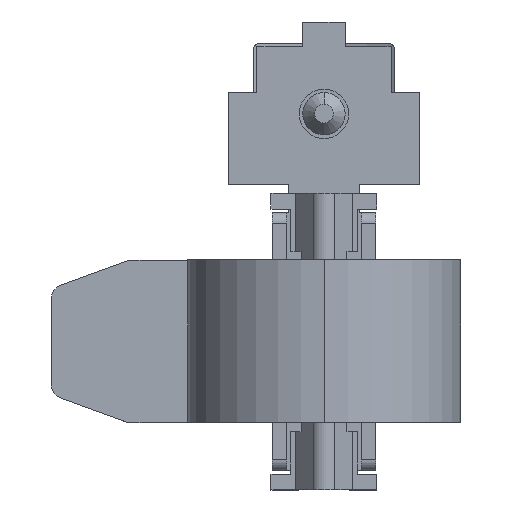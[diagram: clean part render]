
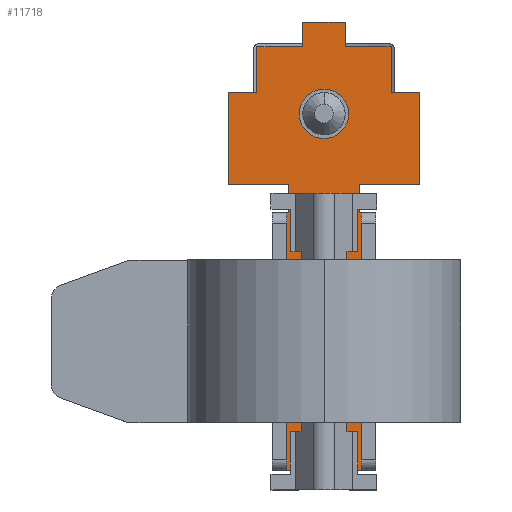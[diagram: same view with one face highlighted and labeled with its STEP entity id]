
A CAD part, top view. The second image highlights one B-rep face of the part: STEP entity #11718.
In plain terms, the highlighted planar face has unit normal (0, 0, 1).
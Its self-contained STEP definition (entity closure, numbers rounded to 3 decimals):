
#3816=DIRECTION('',(-1.,0.,0.));
#3817=VECTOR('',#3816,4.);
#3818=CARTESIAN_POINT('',(21.,53.5,2.));
#3819=LINE('',#3818,#3817);
#3862=DIRECTION('',(0.,1.,0.));
#3863=VECTOR('',#3862,13.);
#3864=CARTESIAN_POINT('',(-6.,40.5,2.));
#3865=LINE('',#3864,#3863);
#3866=DIRECTION('',(0.,-1.,0.));
#3867=VECTOR('',#3866,6.5);
#3868=CARTESIAN_POINT('',(-2.,60.,2.));
#3869=LINE('',#3868,#3867);
#3870=DIRECTION('',(1.,0.,0.));
#3871=VECTOR('',#3870,6.);
#3872=CARTESIAN_POINT('',(4.5,63.5,2.));
#3873=LINE('',#3872,#3871);
#3874=DIRECTION('',(0.,-1.,0.));
#3875=VECTOR('',#3874,13.);
#3876=CARTESIAN_POINT('',(21.,53.5,2.));
#3877=LINE('',#3876,#3875);
#3878=DIRECTION('',(-1.,0.,0.));
#3879=VECTOR('',#3878,8.5);
#3880=CARTESIAN_POINT('',(21.,40.5,2.));
#3881=LINE('',#3880,#3879);
#3882=DIRECTION('',(0.,-1.,0.));
#3883=VECTOR('',#3882,4.);
#3884=CARTESIAN_POINT('',(2.5,40.5,2.));
#3885=LINE('',#3884,#3883);
#3886=CARTESIAN_POINT('',(7.5,50.5,2.));
#3887=DIRECTION('',(0.,0.,1.));
#3888=DIRECTION('',(0.,1.,0.));
#3889=AXIS2_PLACEMENT_3D('',#3886,#3887,#3888);
#3891=CARTESIAN_POINT('',(7.5,50.5,2.));
#3892=DIRECTION('',(0.,0.,1.));
#3893=DIRECTION('',(0.,-1.,0.));
#3894=AXIS2_PLACEMENT_3D('',#3891,#3892,#3893);
#3896=CARTESIAN_POINT('',(7.5,18.25,2.));
#3897=DIRECTION('',(0.,0.,1.));
#3898=DIRECTION('',(-1.,0.,0.));
#3899=AXIS2_PLACEMENT_3D('',#3896,#3897,#3898);
#3901=CARTESIAN_POINT('',(7.5,18.25,2.));
#3902=DIRECTION('',(0.,0.,-1.));
#3903=DIRECTION('',(-1.,0.,0.));
#3904=AXIS2_PLACEMENT_3D('',#3901,#3902,#3903);
#3910=DIRECTION('',(1.,0.,0.));
#3911=VECTOR('',#3910,8.5);
#3912=CARTESIAN_POINT('',(-6.,40.5,2.));
#3913=LINE('',#3912,#3911);
#3936=DIRECTION('',(-1.,0.,0.));
#3937=VECTOR('',#3936,4.);
#3938=CARTESIAN_POINT('',(-2.,53.5,2.));
#3939=LINE('',#3938,#3937);
#3956=DIRECTION('',(1.,0.,0.));
#3957=VECTOR('',#3956,6.5);
#3958=CARTESIAN_POINT('',(-2.,60.,2.));
#3959=LINE('',#3958,#3957);
#3960=DIRECTION('',(0.,-1.,0.));
#3961=VECTOR('',#3960,3.5);
#3962=CARTESIAN_POINT('',(4.5,63.5,2.));
#3963=LINE('',#3962,#3961);
#3990=DIRECTION('',(0.,1.,0.));
#3991=VECTOR('',#3990,3.5);
#3992=CARTESIAN_POINT('',(10.5,60.,2.));
#3993=LINE('',#3992,#3991);
#4002=DIRECTION('',(1.,0.,0.));
#4003=VECTOR('',#4002,6.5);
#4004=CARTESIAN_POINT('',(10.5,60.,2.));
#4005=LINE('',#4004,#4003);
#4010=DIRECTION('',(0.,-1.,0.));
#4011=VECTOR('',#4010,6.5);
#4012=CARTESIAN_POINT('',(17.,60.,2.));
#4013=LINE('',#4012,#4011);
#4094=DIRECTION('',(1.,0.,0.));
#4095=VECTOR('',#4094,0.3);
#4096=CARTESIAN_POINT('',(2.2,36.5,2.));
#4097=LINE('',#4096,#4095);
#4140=DIRECTION('',(-1.,0.,0.));
#4141=VECTOR('',#4140,10.6);
#4142=CARTESIAN_POINT('',(12.8,0.,2.));
#4143=LINE('',#4142,#4141);
#4172=DIRECTION('',(0.,1.,0.));
#4173=VECTOR('',#4172,36.5);
#4174=CARTESIAN_POINT('',(2.2,0.,2.));
#4175=LINE('',#4174,#4173);
#4218=DIRECTION('',(0.,-1.,0.));
#4219=VECTOR('',#4218,36.5);
#4220=CARTESIAN_POINT('',(12.8,36.5,2.));
#4221=LINE('',#4220,#4219);
#4264=DIRECTION('',(1.,0.,0.));
#4265=VECTOR('',#4264,0.3);
#4266=CARTESIAN_POINT('',(12.5,36.5,2.));
#4267=LINE('',#4266,#4265);
#4276=DIRECTION('',(0.,-1.,0.));
#4277=VECTOR('',#4276,4.);
#4278=CARTESIAN_POINT('',(12.5,40.5,2.));
#4279=LINE('',#4278,#4277);
#10551=CARTESIAN_POINT('',(3.,18.25,2.));
#10552=CARTESIAN_POINT('',(12.,18.25,2.));
#10553=VERTEX_POINT('',#10551);
#10554=VERTEX_POINT('',#10552);
#10555=CARTESIAN_POINT('',(12.5,36.5,2.));
#10556=CARTESIAN_POINT('',(12.8,36.5,2.));
#10557=VERTEX_POINT('',#10555);
#10558=VERTEX_POINT('',#10556);
#10559=CARTESIAN_POINT('',(12.8,0.,2.));
#10560=VERTEX_POINT('',#10559);
#10561=CARTESIAN_POINT('',(2.2,0.,2.));
#10562=VERTEX_POINT('',#10561);
#10563=CARTESIAN_POINT('',(2.2,36.5,2.));
#10564=VERTEX_POINT('',#10563);
#10565=CARTESIAN_POINT('',(2.5,36.5,2.));
#10566=VERTEX_POINT('',#10565);
#10567=CARTESIAN_POINT('',(2.5,40.5,2.));
#10568=VERTEX_POINT('',#10567);
#10569=CARTESIAN_POINT('',(-2.,60.,2.));
#10570=CARTESIAN_POINT('',(-2.,53.5,2.));
#10571=VERTEX_POINT('',#10569);
#10572=VERTEX_POINT('',#10570);
#10573=CARTESIAN_POINT('',(4.5,60.,2.));
#10574=VERTEX_POINT('',#10573);
#10575=CARTESIAN_POINT('',(10.5,60.,2.));
#10576=CARTESIAN_POINT('',(17.,60.,2.));
#10577=VERTEX_POINT('',#10575);
#10578=VERTEX_POINT('',#10576);
#10579=CARTESIAN_POINT('',(17.,53.5,2.));
#10580=VERTEX_POINT('',#10579);
#10581=CARTESIAN_POINT('',(12.5,40.5,2.));
#10582=VERTEX_POINT('',#10581);
#10885=CARTESIAN_POINT('',(7.5,54.,2.));
#10886=CARTESIAN_POINT('',(7.5,47.,2.));
#10887=VERTEX_POINT('',#10885);
#10888=VERTEX_POINT('',#10886);
#10905=CARTESIAN_POINT('',(-6.,40.5,2.));
#10906=CARTESIAN_POINT('',(-6.,53.5,2.));
#10907=VERTEX_POINT('',#10905);
#10908=VERTEX_POINT('',#10906);
#10909=CARTESIAN_POINT('',(4.5,63.5,2.));
#10910=CARTESIAN_POINT('',(10.5,63.5,2.));
#10911=VERTEX_POINT('',#10909);
#10912=VERTEX_POINT('',#10910);
#10913=CARTESIAN_POINT('',(21.,53.5,2.));
#10914=CARTESIAN_POINT('',(21.,40.5,2.));
#10915=VERTEX_POINT('',#10913);
#10916=VERTEX_POINT('',#10914);
#11662=CARTESIAN_POINT('',(2.5,0.,2.));
#11663=DIRECTION('',(0.,0.,-1.));
#11664=DIRECTION('',(-1.,0.,0.));
#11665=AXIS2_PLACEMENT_3D('',#11662,#11663,#11664);
#11666=PLANE('',#11665);
#11668=ORIENTED_EDGE('',*,*,#11667,.F.);
#11670=ORIENTED_EDGE('',*,*,#11669,.T.);
#11672=ORIENTED_EDGE('',*,*,#11671,.F.);
#11674=ORIENTED_EDGE('',*,*,#11673,.F.);
#11676=ORIENTED_EDGE('',*,*,#11675,.T.);
#11678=ORIENTED_EDGE('',*,*,#11677,.F.);
#11680=ORIENTED_EDGE('',*,*,#11679,.T.);
#11682=ORIENTED_EDGE('',*,*,#11681,.F.);
#11684=ORIENTED_EDGE('',*,*,#11683,.T.);
#11686=ORIENTED_EDGE('',*,*,#11685,.T.);
#11687=ORIENTED_EDGE('',*,*,#11599,.F.);
#11688=ORIENTED_EDGE('',*,*,#11653,.T.);
#11689=ORIENTED_EDGE('',*,*,#11561,.T.);
#11691=ORIENTED_EDGE('',*,*,#11690,.T.);
#11693=ORIENTED_EDGE('',*,*,#11692,.T.);
#11695=ORIENTED_EDGE('',*,*,#11694,.T.);
#11697=ORIENTED_EDGE('',*,*,#11696,.T.);
#11699=ORIENTED_EDGE('',*,*,#11698,.T.);
#11701=ORIENTED_EDGE('',*,*,#11700,.T.);
#11703=ORIENTED_EDGE('',*,*,#11702,.F.);
#11704=EDGE_LOOP('',(#11668,#11670,#11672,#11674,#11676,#11678,#11680,#11682,
#11684,#11686,#11687,#11688,#11689,#11691,#11693,#11695,#11697,#11699,#11701,
#11703));
#11705=FACE_OUTER_BOUND('',#11704,.F.);
#11707=ORIENTED_EDGE('',*,*,#11706,.T.);
#11709=ORIENTED_EDGE('',*,*,#11708,.T.);
#11710=EDGE_LOOP('',(#11707,#11709));
#11711=FACE_BOUND('',#11710,.F.);
#11713=ORIENTED_EDGE('',*,*,#11712,.T.);
#11715=ORIENTED_EDGE('',*,*,#11714,.F.);
#11716=EDGE_LOOP('',(#11713,#11715));
#11717=FACE_BOUND('',#11716,.F.);
#11718=ADVANCED_FACE('',(#11705,#11711,#11717),#11666,.F.);
#3890=CIRCLE('',#3889,3.5);
#3895=CIRCLE('',#3894,3.5);
#3900=CIRCLE('',#3899,4.5);
#3905=CIRCLE('',#3904,4.5);
#11561=EDGE_CURVE('',#10916,#10582,#3881,.T.);
#11599=EDGE_CURVE('',#10915,#10580,#3819,.T.);
#11653=EDGE_CURVE('',#10915,#10916,#3877,.T.);
#11667=EDGE_CURVE('',#10907,#10568,#3913,.T.);
#11669=EDGE_CURVE('',#10907,#10908,#3865,.T.);
#11671=EDGE_CURVE('',#10572,#10908,#3939,.T.);
#11673=EDGE_CURVE('',#10571,#10572,#3869,.T.);
#11675=EDGE_CURVE('',#10571,#10574,#3959,.T.);
#11677=EDGE_CURVE('',#10911,#10574,#3963,.T.);
#11679=EDGE_CURVE('',#10911,#10912,#3873,.T.);
#11681=EDGE_CURVE('',#10577,#10912,#3993,.T.);
#11683=EDGE_CURVE('',#10577,#10578,#4005,.T.);
#11685=EDGE_CURVE('',#10578,#10580,#4013,.T.);
#11690=EDGE_CURVE('',#10582,#10557,#4279,.T.);
#11692=EDGE_CURVE('',#10557,#10558,#4267,.T.);
#11694=EDGE_CURVE('',#10558,#10560,#4221,.T.);
#11696=EDGE_CURVE('',#10560,#10562,#4143,.T.);
#11698=EDGE_CURVE('',#10562,#10564,#4175,.T.);
#11700=EDGE_CURVE('',#10564,#10566,#4097,.T.);
#11702=EDGE_CURVE('',#10568,#10566,#3885,.T.);
#11706=EDGE_CURVE('',#10887,#10888,#3890,.T.);
#11708=EDGE_CURVE('',#10888,#10887,#3895,.T.);
#11712=EDGE_CURVE('',#10553,#10554,#3900,.T.);
#11714=EDGE_CURVE('',#10553,#10554,#3905,.T.);
